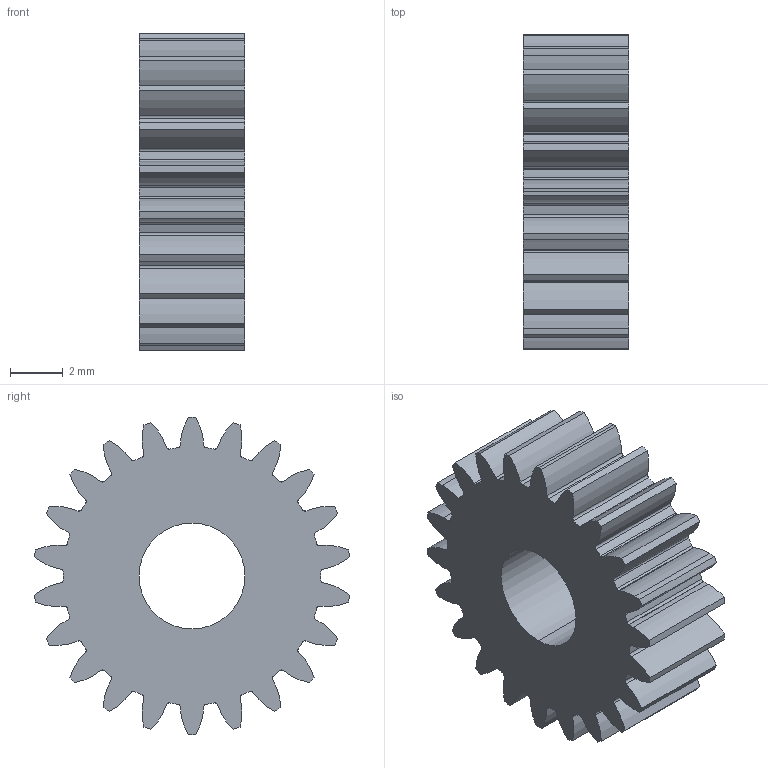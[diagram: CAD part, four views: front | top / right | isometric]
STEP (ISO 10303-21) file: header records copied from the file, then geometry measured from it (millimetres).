
FILE_DESCRIPTION (( 'STEP AP203' ), '1' );
FILE_NAME ('Metric - Spur gear 0.5M 22T 20PA 4FW ---S22N75H50L4N.STEP', '2018-06-11T08:19:47', ( '' ), ( '' ), 'SwSTEP 2.0', 'SolidWorks 2016', '' );
FILE_SCHEMA (( 'CONFIG_CONTROL_DESIGN' ));
Length unit declared in the file: millimetre
Products named in the file (1): Metric - Spur gear 0.5M 22T 20PA 4FW ---S22N75H50L4N
Bounding box: 4 x 11.91 x 12 mm (x, y, z)
Volume: 317.8 mm3; surface area: 482 mm2
Topology: 1 solids, 1 shells, 151 faces, 447 edges, 298 vertices
Faces by surface type: cylinder 149, plane 2
Entity records: 5320 total; most frequent: DIRECTION 1049, CARTESIAN_POINT 897, ORIENTED_EDGE 894, AXIS2_PLACEMENT_3D 450, EDGE_CURVE 447, VERTEX_POINT 298, CIRCLE 298, EDGE_LOOP 153
